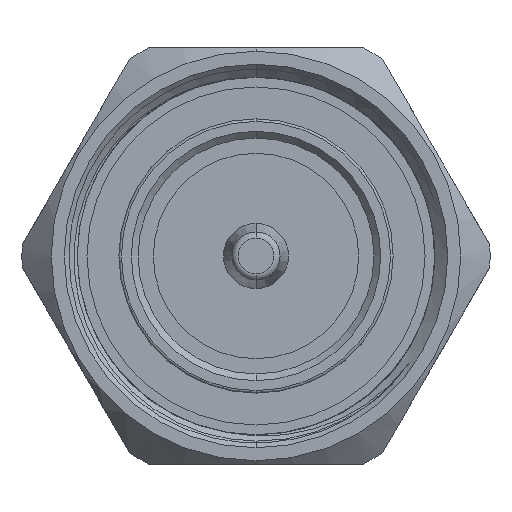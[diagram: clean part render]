
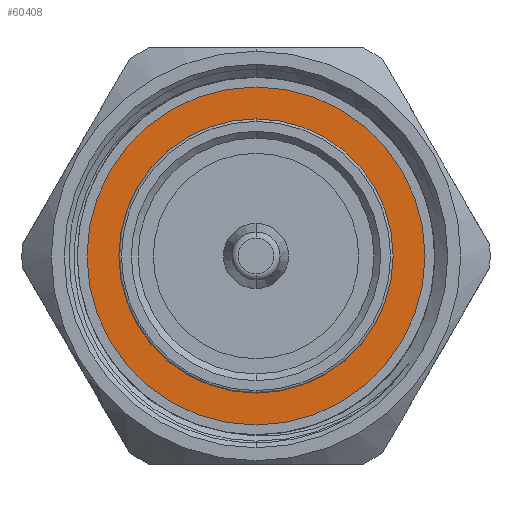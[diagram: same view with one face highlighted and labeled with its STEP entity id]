
A CAD part, left-side view. The second image highlights one B-rep face of the part: STEP entity #60408.
In plain terms, the highlighted planar face has unit normal (-1, 0, 0).
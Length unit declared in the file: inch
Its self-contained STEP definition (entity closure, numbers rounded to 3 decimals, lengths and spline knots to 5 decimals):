
#1633 = DIRECTION ( 'NONE',  ( 0., 0., 1. ) ) ;
#1649 = ORIENTED_EDGE ( 'NONE', *, *, #58482, .T. ) ;
#2505 = DIRECTION ( 'NONE',  ( -1., 0., 0. ) ) ;
#3516 = DIRECTION ( 'NONE',  ( -1., 0., 0. ) ) ;
#4911 = EDGE_CURVE ( 'NONE', #23167, #29512, #26901, .T. ) ;
#6354 = CARTESIAN_POINT ( 'NONE',  ( 0.18197, 0., 0. ) ) ;
#11124 = AXIS2_PLACEMENT_3D ( 'NONE', #61286, #3516, #51780 ) ;
#11373 = EDGE_CURVE ( 'NONE', #26970, #26472, #13187, .T. ) ;
#13187 = CIRCLE ( 'NONE', #45661, 0.51181 ) ;
#14558 = DIRECTION ( 'NONE',  ( 0., 0., 1. ) ) ;
#17160 = CARTESIAN_POINT ( 'NONE',  ( 0.18197, 0., -0.41142 ) ) ;
#20308 = CIRCLE ( 'NONE', #50738, 0.41142 ) ;
#21843 = DIRECTION ( 'NONE',  ( 0., 0., 1. ) ) ;
#23167 = VERTEX_POINT ( 'NONE', #17160 ) ;
#23237 = DIRECTION ( 'NONE',  ( -1., 0., 0. ) ) ;
#23356 = AXIS2_PLACEMENT_3D ( 'NONE', #6354, #25752, #1633 ) ;
#23554 = CARTESIAN_POINT ( 'NONE',  ( 0.18197, 0., 0. ) ) ;
#25447 = FACE_BOUND ( 'NONE', #60020, .T. ) ;
#25752 = DIRECTION ( 'NONE',  ( -1., 0., 0. ) ) ;
#26472 = VERTEX_POINT ( 'NONE', #31248 ) ;
#26901 = CIRCLE ( 'NONE', #35000, 0.41142 ) ;
#26970 = VERTEX_POINT ( 'NONE', #52556 ) ;
#27005 = ORIENTED_EDGE ( 'NONE', *, *, #4911, .F. ) ;
#29512 = VERTEX_POINT ( 'NONE', #51205 ) ;
#31248 = CARTESIAN_POINT ( 'NONE',  ( 0.18197, 0., 0.51181 ) ) ;
#31465 = ORIENTED_EDGE ( 'NONE', *, *, #11373, .T. ) ;
#34564 = ORIENTED_EDGE ( 'NONE', *, *, #60760, .F. ) ;
#35000 = AXIS2_PLACEMENT_3D ( 'NONE', #23554, #23237, #43244 ) ;
#38491 = CIRCLE ( 'NONE', #11124, 0.51181 ) ;
#43244 = DIRECTION ( 'NONE',  ( 0., 0., 1. ) ) ;
#44825 = PLANE ( 'NONE',  #23356 ) ;
#45661 = AXIS2_PLACEMENT_3D ( 'NONE', #62783, #57729, #14558 ) ;
#49891 = FACE_OUTER_BOUND ( 'NONE', #51062, .T. ) ;
#50738 = AXIS2_PLACEMENT_3D ( 'NONE', #56427, #2505, #21843 ) ;
#51062 = EDGE_LOOP ( 'NONE', ( #1649, #31465 ) ) ;
#51205 = CARTESIAN_POINT ( 'NONE',  ( 0.18197, 0., 0.41142 ) ) ;
#51780 = DIRECTION ( 'NONE',  ( 0., 0., 1. ) ) ;
#52556 = CARTESIAN_POINT ( 'NONE',  ( 0.18197, 0., -0.51181 ) ) ;
#56427 = CARTESIAN_POINT ( 'NONE',  ( 0.18197, 0., 0. ) ) ;
#57729 = DIRECTION ( 'NONE',  ( -1., 0., 0. ) ) ;
#58482 = EDGE_CURVE ( 'NONE', #26472, #26970, #38491, .T. ) ;
#60020 = EDGE_LOOP ( 'NONE', ( #34564, #27005 ) ) ;
#60408 = ADVANCED_FACE ( 'NONE', ( #49891, #25447 ), #44825, .T. ) ;
#60760 = EDGE_CURVE ( 'NONE', #29512, #23167, #20308, .T. ) ;
#61286 = CARTESIAN_POINT ( 'NONE',  ( 0.18197, 0., 0. ) ) ;
#62783 = CARTESIAN_POINT ( 'NONE',  ( 0.18197, 0., 0. ) ) ;
